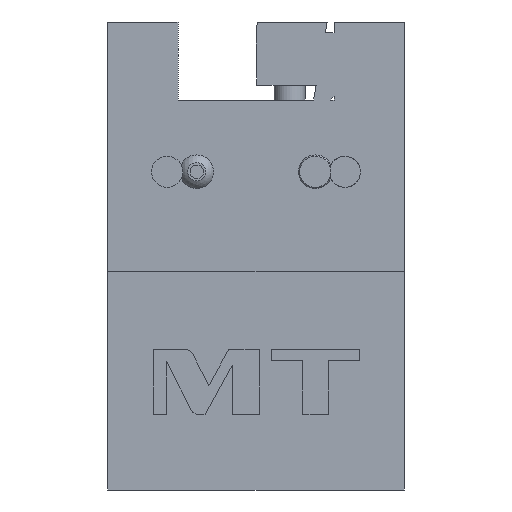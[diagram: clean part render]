
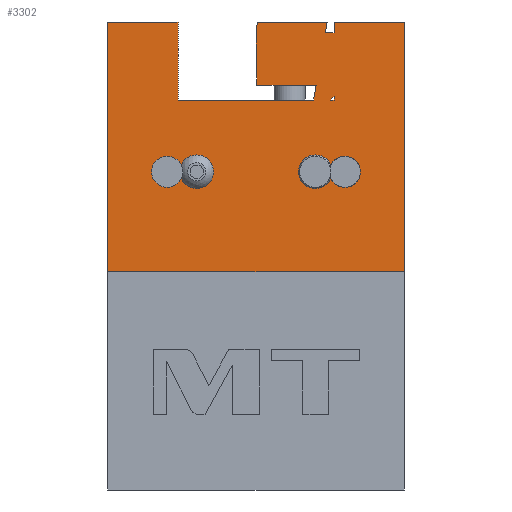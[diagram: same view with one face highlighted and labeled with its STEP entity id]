
A CAD part, left-side view. The second image highlights one B-rep face of the part: STEP entity #3302.
In plain terms, the highlighted planar face has unit normal (-1, 0, 0).
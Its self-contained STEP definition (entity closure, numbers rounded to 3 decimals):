
#877=DIRECTION('',(0.,-0.174,0.985));
#878=VECTOR('',#877,4.794);
#879=CARTESIAN_POINT('',(-37.,-18.441,75.));
#880=LINE('',#879,#878);
#881=DIRECTION('',(0.,-1.,0.));
#882=VECTOR('',#881,18.968);
#883=CARTESIAN_POINT('',(-37.,-0.306,79.721));
#884=LINE('',#883,#882);
#885=DIRECTION('',(0.,-0.044,-0.999));
#886=VECTOR('',#885,7.007);
#887=CARTESIAN_POINT('',(-37.,0.,86.721));
#888=LINE('',#887,#886);
#889=DIRECTION('',(0.,0.,-1.));
#890=VECTOR('',#889,3.);
#891=CARTESIAN_POINT('',(-37.,0.,89.721));
#892=LINE('',#891,#890);
#893=DIRECTION('',(0.,0.035,-0.999));
#894=VECTOR('',#893,10.006);
#895=CARTESIAN_POINT('',(-37.,-0.349,99.721));
#896=LINE('',#895,#894);
#897=DIRECTION('',(0.,1.,0.));
#898=VECTOR('',#897,22.451);
#899=CARTESIAN_POINT('',(-37.,-22.8,99.721));
#900=LINE('',#899,#898);
#901=DIRECTION('',(0.,-0.174,0.985));
#902=VECTOR('',#901,3.271);
#903=CARTESIAN_POINT('',(-37.,-22.232,96.5));
#904=LINE('',#903,#902);
#905=DIRECTION('',(0.,-1.,0.));
#906=VECTOR('',#905,2.768);
#907=CARTESIAN_POINT('',(-37.,-22.232,96.5));
#908=LINE('',#907,#906);
#909=DIRECTION('',(0.,0.,-1.));
#910=VECTOR('',#909,3.5);
#911=CARTESIAN_POINT('',(-37.,-25.,100.));
#912=LINE('',#911,#910);
#913=DIRECTION('',(0.,1.,0.));
#914=VECTOR('',#913,22.5);
#915=CARTESIAN_POINT('',(-37.,-47.5,100.));
#916=LINE('',#915,#914);
#917=DIRECTION('',(0.,0.,1.));
#918=VECTOR('',#917,80.);
#919=CARTESIAN_POINT('',(-37.,-47.5,20.));
#920=LINE('',#919,#918);
#921=DIRECTION('',(0.,-1.,0.));
#922=VECTOR('',#921,95.);
#923=CARTESIAN_POINT('',(-37.,47.5,20.));
#924=LINE('',#923,#922);
#925=DIRECTION('',(0.,0.,-1.));
#926=VECTOR('',#925,80.);
#927=CARTESIAN_POINT('',(-37.,47.5,100.));
#928=LINE('',#927,#926);
#929=DIRECTION('',(0.,1.,0.));
#930=VECTOR('',#929,22.5);
#931=CARTESIAN_POINT('',(-37.,25.,100.));
#932=LINE('',#931,#930);
#933=DIRECTION('',(0.,0.,-1.));
#934=VECTOR('',#933,25.);
#935=CARTESIAN_POINT('',(-37.,25.,100.));
#936=LINE('',#935,#934);
#937=DIRECTION('',(0.,-1.,0.));
#938=VECTOR('',#937,43.441);
#939=CARTESIAN_POINT('',(-37.,25.,75.));
#940=LINE('',#939,#938);
#941=DIRECTION('',(0.,0.,-1.));
#942=VECTOR('',#941,1.);
#943=CARTESIAN_POINT('',(-37.,-25.,76.));
#944=LINE('',#943,#942);
#945=DIRECTION('',(0.,-1.,0.));
#946=VECTOR('',#945,1.);
#947=CARTESIAN_POINT('',(-37.,-24.,75.));
#948=LINE('',#947,#946);
#949=CARTESIAN_POINT('',(-37.,19.,52.));
#950=DIRECTION('',(-1.,0.,0.));
#951=DIRECTION('',(0.,-1.,0.));
#952=AXIS2_PLACEMENT_3D('',#949,#950,#951);
#954=CARTESIAN_POINT('',(-37.,19.,52.));
#955=DIRECTION('',(-1.,0.,0.));
#956=DIRECTION('',(0.,1.,0.));
#957=AXIS2_PLACEMENT_3D('',#954,#955,#956);
#959=CARTESIAN_POINT('',(-37.,-28.5,52.));
#960=DIRECTION('',(1.,0.,0.));
#961=DIRECTION('',(0.,1.,0.));
#962=AXIS2_PLACEMENT_3D('',#959,#960,#961);
#964=CARTESIAN_POINT('',(-37.,-28.5,52.));
#965=DIRECTION('',(1.,0.,0.));
#966=DIRECTION('',(0.,-1.,0.));
#967=AXIS2_PLACEMENT_3D('',#964,#965,#966);
#969=CARTESIAN_POINT('',(-37.,-19.,52.));
#970=DIRECTION('',(-1.,0.,0.));
#971=DIRECTION('',(0.,-1.,0.));
#972=AXIS2_PLACEMENT_3D('',#969,#970,#971);
#974=CARTESIAN_POINT('',(-37.,-19.,52.));
#975=DIRECTION('',(-1.,0.,0.));
#976=DIRECTION('',(0.,1.,0.));
#977=AXIS2_PLACEMENT_3D('',#974,#975,#976);
#979=CARTESIAN_POINT('',(-37.,28.5,52.));
#980=DIRECTION('',(1.,0.,0.));
#981=DIRECTION('',(0.,1.,0.));
#982=AXIS2_PLACEMENT_3D('',#979,#980,#981);
#984=CARTESIAN_POINT('',(-37.,28.5,52.));
#985=DIRECTION('',(1.,0.,0.));
#986=DIRECTION('',(0.,-1.,0.));
#987=AXIS2_PLACEMENT_3D('',#984,#985,#986);
#1185=DIRECTION('',(0.,-0.707,0.707));
#1186=VECTOR('',#1185,1.414);
#1187=CARTESIAN_POINT('',(-37.,-24.,75.));
#1188=LINE('',#1187,#1186);
#1633=CARTESIAN_POINT('',(-37.,25.,100.));
#1634=CARTESIAN_POINT('',(-37.,25.,75.));
#1635=VERTEX_POINT('',#1633);
#1636=VERTEX_POINT('',#1634);
#1640=CARTESIAN_POINT('',(-37.,-25.,100.));
#1642=VERTEX_POINT('',#1640);
#1643=CARTESIAN_POINT('',(-37.,-47.5,100.));
#1644=VERTEX_POINT('',#1643);
#1645=CARTESIAN_POINT('',(-37.,47.5,100.));
#1646=VERTEX_POINT('',#1645);
#1649=CARTESIAN_POINT('',(-37.,-25.,75.));
#1651=VERTEX_POINT('',#1649);
#1653=CARTESIAN_POINT('',(-37.,47.5,20.));
#1654=CARTESIAN_POINT('',(-37.,-47.5,20.));
#1655=VERTEX_POINT('',#1653);
#1656=VERTEX_POINT('',#1654);
#1729=CARTESIAN_POINT('',(-37.,13.593,52.));
#1730=CARTESIAN_POINT('',(-37.,24.407,52.));
#1731=VERTEX_POINT('',#1729);
#1732=VERTEX_POINT('',#1730);
#1743=CARTESIAN_POINT('',(-37.,-24.7,52.));
#1744=CARTESIAN_POINT('',(-37.,-32.3,52.));
#1745=VERTEX_POINT('',#1743);
#1746=VERTEX_POINT('',#1744);
#1748=CARTESIAN_POINT('',(-37.,-18.441,75.));
#1750=VERTEX_POINT('',#1748);
#1752=CARTESIAN_POINT('',(-37.,-24.,75.));
#1754=VERTEX_POINT('',#1752);
#1756=CARTESIAN_POINT('',(-37.,-25.,96.5));
#1758=VERTEX_POINT('',#1756);
#1760=CARTESIAN_POINT('',(-37.,-25.,76.));
#1762=VERTEX_POINT('',#1760);
#1773=CARTESIAN_POINT('',(-37.,-0.349,99.721));
#1774=CARTESIAN_POINT('',(-37.,0.,89.721));
#1775=VERTEX_POINT('',#1773);
#1776=VERTEX_POINT('',#1774);
#1777=CARTESIAN_POINT('',(-37.,0.,86.721));
#1778=VERTEX_POINT('',#1777);
#1779=CARTESIAN_POINT('',(-37.,-0.306,79.721));
#1780=VERTEX_POINT('',#1779);
#1781=CARTESIAN_POINT('',(-37.,-22.8,99.721));
#1782=VERTEX_POINT('',#1781);
#1783=CARTESIAN_POINT('',(-37.,-19.273,79.721));
#1785=VERTEX_POINT('',#1783);
#1787=CARTESIAN_POINT('',(-37.,-22.232,96.5));
#1789=VERTEX_POINT('',#1787);
#1811=CARTESIAN_POINT('',(-37.,-24.407,52.));
#1812=CARTESIAN_POINT('',(-37.,-13.593,52.));
#1813=VERTEX_POINT('',#1811);
#1814=VERTEX_POINT('',#1812);
#1827=CARTESIAN_POINT('',(-37.,32.1,52.));
#1828=CARTESIAN_POINT('',(-37.,24.9,52.));
#1829=VERTEX_POINT('',#1827);
#1830=VERTEX_POINT('',#1828);
#3234=CARTESIAN_POINT('',(-37.,0.,0.));
#3235=DIRECTION('',(-1.,0.,0.));
#3236=DIRECTION('',(0.,-1.,0.));
#3237=AXIS2_PLACEMENT_3D('',#3234,#3235,#3236);
#3238=PLANE('',#3237);
#3240=ORIENTED_EDGE('',*,*,#3239,.T.);
#3242=ORIENTED_EDGE('',*,*,#3241,.F.);
#3244=ORIENTED_EDGE('',*,*,#3243,.F.);
#3246=ORIENTED_EDGE('',*,*,#3245,.F.);
#3248=ORIENTED_EDGE('',*,*,#3247,.F.);
#3250=ORIENTED_EDGE('',*,*,#3249,.F.);
#3252=ORIENTED_EDGE('',*,*,#3251,.F.);
#3254=ORIENTED_EDGE('',*,*,#3253,.T.);
#3256=ORIENTED_EDGE('',*,*,#3255,.F.);
#3258=ORIENTED_EDGE('',*,*,#3257,.F.);
#3259=ORIENTED_EDGE('',*,*,#2293,.F.);
#3260=ORIENTED_EDGE('',*,*,#3226,.F.);
#3261=ORIENTED_EDGE('',*,*,#2225,.F.);
#3263=ORIENTED_EDGE('',*,*,#3262,.F.);
#3265=ORIENTED_EDGE('',*,*,#3264,.T.);
#3267=ORIENTED_EDGE('',*,*,#3266,.T.);
#3268=EDGE_LOOP('',(#3240,#3242,#3244,#3246,#3248,#3250,#3252,#3254,#3256,#3258,
#3259,#3260,#3261,#3263,#3265,#3267));
#3269=FACE_OUTER_BOUND('',#3268,.F.);
#3271=ORIENTED_EDGE('',*,*,#3270,.F.);
#3273=ORIENTED_EDGE('',*,*,#3272,.F.);
#3275=ORIENTED_EDGE('',*,*,#3274,.T.);
#3276=EDGE_LOOP('',(#3271,#3273,#3275));
#3277=FACE_BOUND('',#3276,.F.);
#3279=ORIENTED_EDGE('',*,*,#3278,.T.);
#3281=ORIENTED_EDGE('',*,*,#3280,.T.);
#3282=EDGE_LOOP('',(#3279,#3281));
#3283=FACE_BOUND('',#3282,.F.);
#3285=ORIENTED_EDGE('',*,*,#3284,.F.);
#3287=ORIENTED_EDGE('',*,*,#3286,.F.);
#3288=EDGE_LOOP('',(#3285,#3287));
#3289=FACE_BOUND('',#3288,.F.);
#3291=ORIENTED_EDGE('',*,*,#3290,.T.);
#3293=ORIENTED_EDGE('',*,*,#3292,.T.);
#3294=EDGE_LOOP('',(#3291,#3293));
#3295=FACE_BOUND('',#3294,.F.);
#3297=ORIENTED_EDGE('',*,*,#3296,.F.);
#3299=ORIENTED_EDGE('',*,*,#3298,.F.);
#3300=EDGE_LOOP('',(#3297,#3299));
#3301=FACE_BOUND('',#3300,.F.);
#3302=ADVANCED_FACE('',(#3269,#3277,#3283,#3289,#3295,#3301),#3238,.T.);
#953=CIRCLE('',#952,5.407);
#958=CIRCLE('',#957,5.407);
#963=CIRCLE('',#962,3.8);
#968=CIRCLE('',#967,3.8);
#973=CIRCLE('',#972,5.407);
#978=CIRCLE('',#977,5.407);
#983=CIRCLE('',#982,3.6);
#988=CIRCLE('',#987,3.6);
#2225=EDGE_CURVE('',#1646,#1655,#928,.T.);
#2293=EDGE_CURVE('',#1656,#1644,#920,.T.);
#3226=EDGE_CURVE('',#1655,#1656,#924,.T.);
#3239=EDGE_CURVE('',#1750,#1785,#880,.T.);
#3241=EDGE_CURVE('',#1780,#1785,#884,.T.);
#3243=EDGE_CURVE('',#1778,#1780,#888,.T.);
#3245=EDGE_CURVE('',#1776,#1778,#892,.T.);
#3247=EDGE_CURVE('',#1775,#1776,#896,.T.);
#3249=EDGE_CURVE('',#1782,#1775,#900,.T.);
#3251=EDGE_CURVE('',#1789,#1782,#904,.T.);
#3253=EDGE_CURVE('',#1789,#1758,#908,.T.);
#3255=EDGE_CURVE('',#1642,#1758,#912,.T.);
#3257=EDGE_CURVE('',#1644,#1642,#916,.T.);
#3262=EDGE_CURVE('',#1635,#1646,#932,.T.);
#3264=EDGE_CURVE('',#1635,#1636,#936,.T.);
#3266=EDGE_CURVE('',#1636,#1750,#940,.T.);
#3270=EDGE_CURVE('',#1762,#1651,#944,.T.);
#3272=EDGE_CURVE('',#1754,#1762,#1188,.T.);
#3274=EDGE_CURVE('',#1754,#1651,#948,.T.);
#3278=EDGE_CURVE('',#1731,#1732,#953,.T.);
#3280=EDGE_CURVE('',#1732,#1731,#958,.T.);
#3284=EDGE_CURVE('',#1745,#1746,#963,.T.);
#3286=EDGE_CURVE('',#1746,#1745,#968,.T.);
#3290=EDGE_CURVE('',#1813,#1814,#973,.T.);
#3292=EDGE_CURVE('',#1814,#1813,#978,.T.);
#3296=EDGE_CURVE('',#1829,#1830,#983,.T.);
#3298=EDGE_CURVE('',#1830,#1829,#988,.T.);
